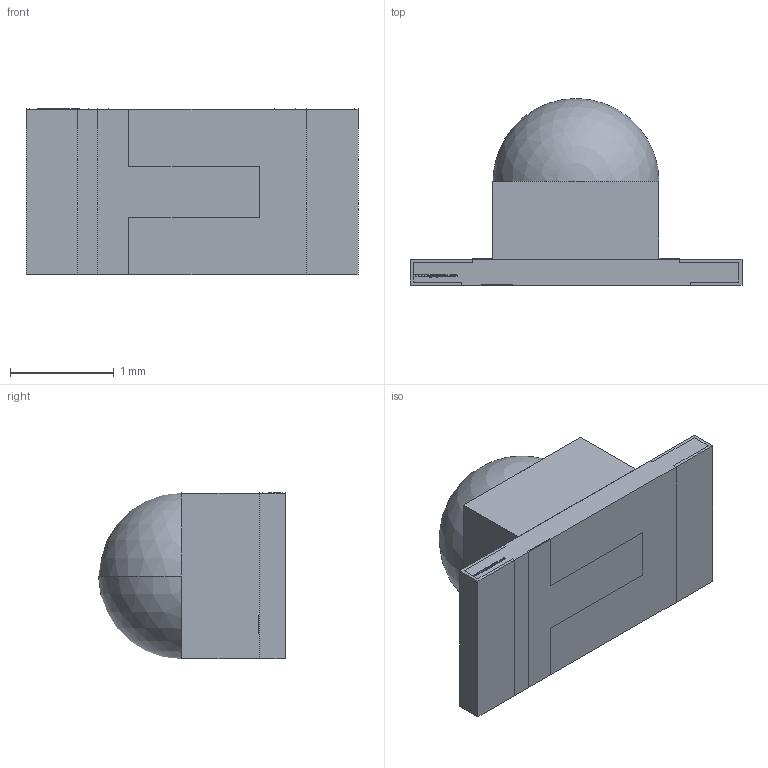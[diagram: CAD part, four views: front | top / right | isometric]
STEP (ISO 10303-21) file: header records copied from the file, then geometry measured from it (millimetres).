
FILE_DESCRIPTION (( 'STEP AP214' ), '1' );
FILE_NAME ('APTD3216.STEP', '2008-09-05T17:44:37', ( '' ), ( '' ), 'SwSTEP 2.0', 'SolidWorks 2008', '' );
FILE_SCHEMA (( 'AUTOMOTIVE_DESIGN' ));
Length unit declared in the file: millimetre
Products named in the file (1): APTD3216
Bounding box: 3.2 x 1.8 x 1.6 mm (x, y, z)
Volume: 4.3 mm3; surface area: 39.5 mm2
Topology: 9 solids, 9 shells, 354 faces, 929 edges, 619 vertices
Faces by surface type: plane 236, bspline 116, sphere 2
Entity records: 20206 total; most frequent: CARTESIAN_POINT 8285, ORIENTED_EDGE 1850, DIRECTION 1175, EDGE_CURVE 925, VECTOR 689, LINE 689, VERTEX_POINT 617, EDGE_LOOP 382
